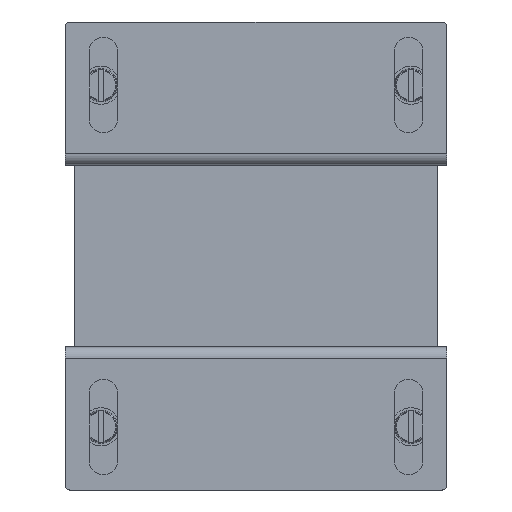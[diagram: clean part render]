
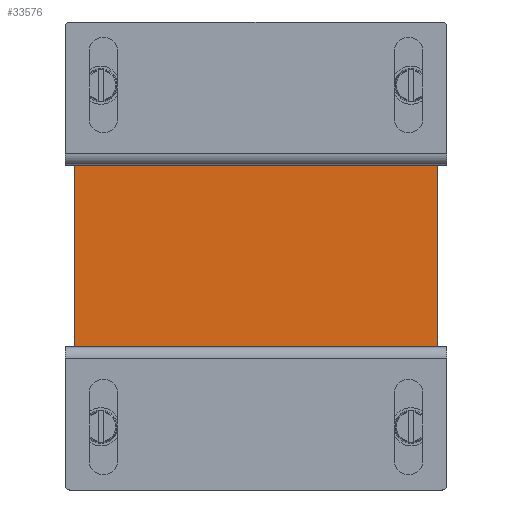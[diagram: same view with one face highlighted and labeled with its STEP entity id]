
A CAD part, front view. The second image highlights one B-rep face of the part: STEP entity #33576.
In plain terms, the highlighted planar face has unit normal (0, -1, 0).
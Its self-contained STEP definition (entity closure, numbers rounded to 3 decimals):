
#1368 = DIRECTION ( 'NONE',  ( 0., 0., -1. ) ) ;
#2288 = VERTEX_POINT ( 'NONE', #108745 ) ;
#5007 = EDGE_LOOP ( 'NONE', ( #13944, #66946, #98665, #16313 ) ) ;
#11297 = CARTESIAN_POINT ( 'NONE',  ( 76.2, -63.5, 38.1 ) ) ;
#13944 = ORIENTED_EDGE ( 'NONE', *, *, #91064, .T. ) ;
#14740 = DIRECTION ( 'NONE',  ( 1., 0., 0. ) ) ;
#16313 = ORIENTED_EDGE ( 'NONE', *, *, #100281, .T. ) ;
#20446 = DIRECTION ( 'NONE',  ( 0., 1., 0. ) ) ;
#28899 = FACE_OUTER_BOUND ( 'NONE', #5007, .T. ) ;
#29523 = CARTESIAN_POINT ( 'NONE',  ( 0., -63.5, 38.1 ) ) ;
#32308 = VECTOR ( 'NONE', #53304, 1000. ) ;
#32938 = LINE ( 'NONE', #102191, #73071 ) ;
#33576 = ADVANCED_FACE ( 'NONE', ( #28899 ), #118235, .F. ) ;
#34922 = VERTEX_POINT ( 'NONE', #66279 ) ;
#40189 = VERTEX_POINT ( 'NONE', #121713 ) ;
#41504 = LINE ( 'NONE', #110176, #123325 ) ;
#45494 = VERTEX_POINT ( 'NONE', #124451 ) ;
#52675 = LINE ( 'NONE', #11297, #32308 ) ;
#53304 = DIRECTION ( 'NONE',  ( 0., 0., -1. ) ) ;
#54404 = AXIS2_PLACEMENT_3D ( 'NONE', #29523, #20446, #68922 ) ;
#66279 = CARTESIAN_POINT ( 'NONE',  ( 76.2, -63.5, 0. ) ) ;
#66946 = ORIENTED_EDGE ( 'NONE', *, *, #80274, .F. ) ;
#68922 = DIRECTION ( 'NONE',  ( 0., 0., 1. ) ) ;
#71036 = DIRECTION ( 'NONE',  ( 1., 0., 0. ) ) ;
#72996 = CARTESIAN_POINT ( 'NONE',  ( 0., -63.5, 38.1 ) ) ;
#73071 = VECTOR ( 'NONE', #71036, 1000. ) ;
#80274 = EDGE_CURVE ( 'NONE', #45494, #34922, #52675, .T. ) ;
#91064 = EDGE_CURVE ( 'NONE', #2288, #34922, #32938, .T. ) ;
#95523 = EDGE_CURVE ( 'NONE', #40189, #45494, #103473, .T. ) ;
#98665 = ORIENTED_EDGE ( 'NONE', *, *, #95523, .F. ) ;
#100281 = EDGE_CURVE ( 'NONE', #40189, #2288, #41504, .T. ) ;
#102191 = CARTESIAN_POINT ( 'NONE',  ( 0., -63.5, 0. ) ) ;
#103473 = LINE ( 'NONE', #72996, #111307 ) ;
#108745 = CARTESIAN_POINT ( 'NONE',  ( 0., -63.5, 0. ) ) ;
#110176 = CARTESIAN_POINT ( 'NONE',  ( 0., -63.5, 38.1 ) ) ;
#111307 = VECTOR ( 'NONE', #14740, 1000. ) ;
#118235 = PLANE ( 'NONE',  #54404 ) ;
#121713 = CARTESIAN_POINT ( 'NONE',  ( 0., -63.5, 38.1 ) ) ;
#123325 = VECTOR ( 'NONE', #1368, 1000. ) ;
#124451 = CARTESIAN_POINT ( 'NONE',  ( 76.2, -63.5, 38.1 ) ) ;
